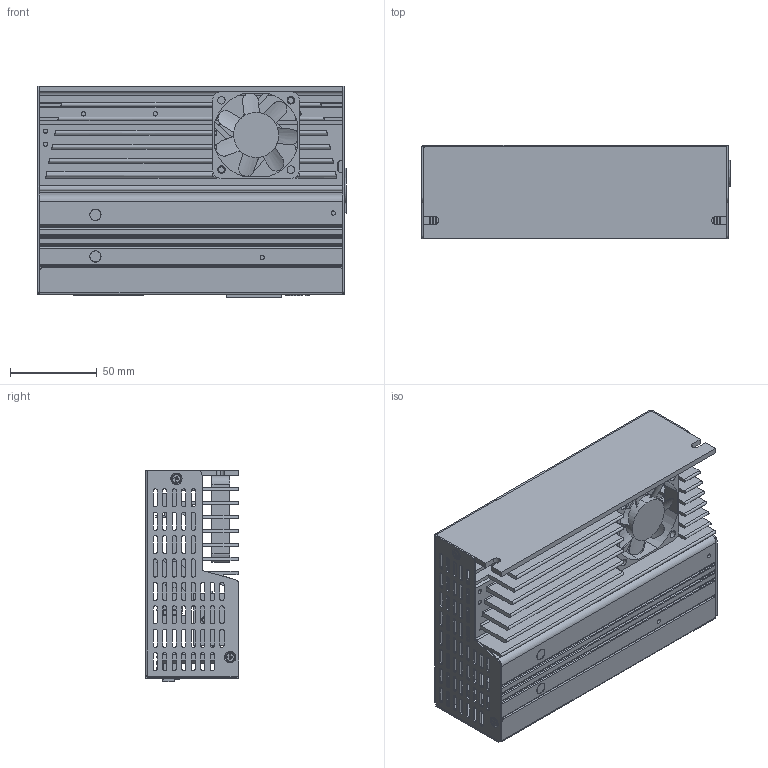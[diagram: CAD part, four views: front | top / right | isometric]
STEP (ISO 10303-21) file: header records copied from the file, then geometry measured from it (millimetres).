
FILE_DESCRIPTION (( 'STEP AP214' ), '1' );
FILE_NAME ('SRAC8蚾饜极.STEP', '2017-09-30T01:42:23', ( '' ), ( '' ), 'SwSTEP 2.0', 'SolidWorks 2014', '' );
FILE_SCHEMA (( 'AUTOMOTIVE_DESIGN' ));
Length unit declared in the file: millimetre
Products named in the file (51): SRAC8(PCB)蚾饜极; MANIFOLD_SOLID_BREP_19908; C-1-794526-1; SL508890B32SNOR1510960000; bracket; 10PINр瑩羲壽; ST-STP35NF10; SQM10AJB-100R; 1793180000; SRAC8(PCB); M3x8(麥芛); P65THR; SRAC8(HEAT SINK); SRAC8蚾饜极; SRAC8导热片(整流桥); countersunk flat head cross recess screw_iso_PreviewCfg; SRAC8导热片; SRAC8裔啣; STEAC1鞠褒蹟翐(40mm); SRAC8导热条; countersunk flat head cross recess screw_iso; SRAC8奻裔; 瑞珔(50x50x10.35); 瑞圮(50x50x10.35); 瑞圮蚾饜极
Assembly tree (29 placements, depth 3):
  MANIFOLD_SOLID_BREP_19908
  SL508890B32SNOR1510960000
  bracket
  ST-STP35NF10
  SQM10AJB-100R
Bounding box: 178 x 54 x 122.2 mm (x, y, z)
Volume: 313040.1 mm3; surface area: 273955.1 mm2
Topology: 27 solids, 27 shells, 2316 faces, 6164 edges, 4020 vertices
Faces by surface type: plane 1599, cylinder 621, cone 78, torus 14, bspline 4
Entity records: 65097 total; most frequent: CARTESIAN_POINT 12141, ORIENTED_EDGE 10512, DIRECTION 10096, EDGE_CURVE 5256, VECTOR 3858, LINE 3858, VERTEX_POINT 3454, AXIS2_PLACEMENT_3D 3119
